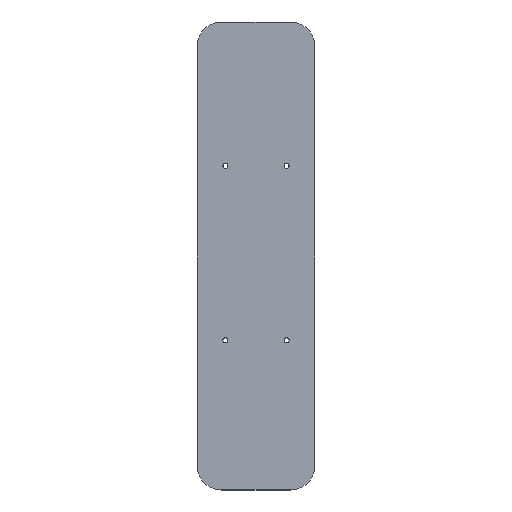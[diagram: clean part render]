
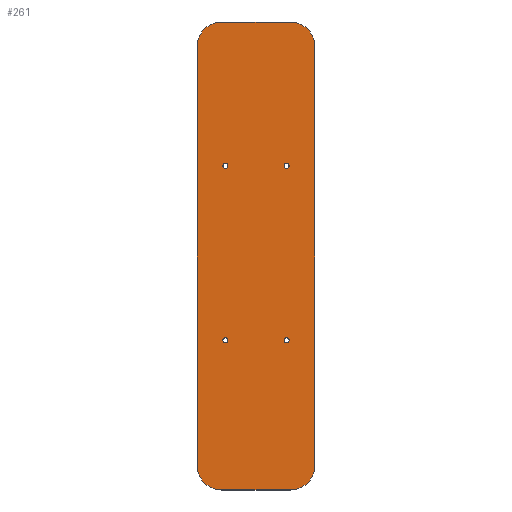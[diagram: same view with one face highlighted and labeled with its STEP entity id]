
A CAD part, top view. The second image highlights one B-rep face of the part: STEP entity #261.
In plain terms, the highlighted planar face has unit normal (0, 0, 1).
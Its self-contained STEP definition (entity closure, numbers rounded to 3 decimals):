
#23=FACE_BOUND('',#46,.T.);
#24=FACE_BOUND('',#47,.T.);
#25=FACE_BOUND('',#48,.T.);
#26=FACE_BOUND('',#49,.T.);
#31=FACE_OUTER_BOUND('',#45,.T.);
#45=EDGE_LOOP('',(#183,#184,#185,#186,#187,#188,#189,#190));
#46=EDGE_LOOP('',(#191));
#47=EDGE_LOOP('',(#192));
#48=EDGE_LOOP('',(#193));
#49=EDGE_LOOP('',(#194));
#67=CIRCLE('',#290,10.7);
#68=CIRCLE('',#291,10.7);
#69=CIRCLE('',#292,10.7);
#70=CIRCLE('',#293,10.7);
#71=CIRCLE('',#294,1.1);
#72=CIRCLE('',#295,1.1);
#73=CIRCLE('',#296,1.1);
#74=CIRCLE('',#297,1.1);
#83=LINE('',#405,#103);
#84=LINE('',#409,#104);
#85=LINE('',#413,#105);
#86=LINE('',#417,#106);
#103=VECTOR('',#323,10.);
#104=VECTOR('',#326,10.);
#105=VECTOR('',#329,10.);
#106=VECTOR('',#332,10.);
#123=VERTEX_POINT('',#403);
#124=VERTEX_POINT('',#404);
#125=VERTEX_POINT('',#406);
#126=VERTEX_POINT('',#408);
#127=VERTEX_POINT('',#410);
#128=VERTEX_POINT('',#412);
#129=VERTEX_POINT('',#414);
#130=VERTEX_POINT('',#416);
#131=VERTEX_POINT('',#419);
#132=VERTEX_POINT('',#421);
#133=VERTEX_POINT('',#423);
#134=VERTEX_POINT('',#425);
#147=EDGE_CURVE('',#123,#124,#83,.T.);
#148=EDGE_CURVE('',#125,#123,#67,.T.);
#149=EDGE_CURVE('',#126,#125,#84,.T.);
#150=EDGE_CURVE('',#127,#126,#68,.T.);
#151=EDGE_CURVE('',#128,#127,#85,.T.);
#152=EDGE_CURVE('',#129,#128,#69,.T.);
#153=EDGE_CURVE('',#130,#129,#86,.T.);
#154=EDGE_CURVE('',#124,#130,#70,.T.);
#155=EDGE_CURVE('',#131,#131,#71,.T.);
#156=EDGE_CURVE('',#132,#132,#72,.T.);
#157=EDGE_CURVE('',#133,#133,#73,.T.);
#158=EDGE_CURVE('',#134,#134,#74,.T.);
#183=ORIENTED_EDGE('',*,*,#147,.F.);
#184=ORIENTED_EDGE('',*,*,#148,.F.);
#185=ORIENTED_EDGE('',*,*,#149,.F.);
#186=ORIENTED_EDGE('',*,*,#150,.F.);
#187=ORIENTED_EDGE('',*,*,#151,.F.);
#188=ORIENTED_EDGE('',*,*,#152,.F.);
#189=ORIENTED_EDGE('',*,*,#153,.F.);
#190=ORIENTED_EDGE('',*,*,#154,.F.);
#191=ORIENTED_EDGE('',*,*,#155,.F.);
#192=ORIENTED_EDGE('',*,*,#156,.F.);
#193=ORIENTED_EDGE('',*,*,#157,.F.);
#194=ORIENTED_EDGE('',*,*,#158,.F.);
#255=PLANE('',#289);
#261=ADVANCED_FACE('',(#31,#23,#24,#25,#26),#255,.T.);
#289=AXIS2_PLACEMENT_3D('',#402,#321,#322);
#290=AXIS2_PLACEMENT_3D('',#407,#324,#325);
#291=AXIS2_PLACEMENT_3D('',#411,#327,#328);
#292=AXIS2_PLACEMENT_3D('',#415,#330,#331);
#293=AXIS2_PLACEMENT_3D('',#418,#333,#334);
#294=AXIS2_PLACEMENT_3D('',#420,#335,#336);
#295=AXIS2_PLACEMENT_3D('',#422,#337,#338);
#296=AXIS2_PLACEMENT_3D('',#424,#339,#340);
#297=AXIS2_PLACEMENT_3D('',#426,#341,#342);
#321=DIRECTION('center_axis',(0.,0.,1.));
#322=DIRECTION('ref_axis',(-1.,0.,0.));
#323=DIRECTION('',(0.,1.,0.));
#324=DIRECTION('center_axis',(0.,0.,-1.));
#325=DIRECTION('ref_axis',(-1.,0.,0.));
#326=DIRECTION('',(-1.,0.,0.));
#327=DIRECTION('center_axis',(0.,0.,-1.));
#328=DIRECTION('ref_axis',(0.,-1.,0.));
#329=DIRECTION('',(0.,-1.,0.));
#330=DIRECTION('center_axis',(0.,0.,-1.));
#331=DIRECTION('ref_axis',(1.,0.,0.));
#332=DIRECTION('',(1.,0.,0.));
#333=DIRECTION('center_axis',(0.,0.,-1.));
#334=DIRECTION('ref_axis',(0.,1.,0.));
#335=DIRECTION('center_axis',(0.,0.,1.));
#336=DIRECTION('ref_axis',(1.,0.,0.));
#337=DIRECTION('center_axis',(0.,0.,1.));
#338=DIRECTION('ref_axis',(1.,0.,0.));
#339=DIRECTION('center_axis',(0.,0.,1.));
#340=DIRECTION('ref_axis',(1.,0.,0.));
#341=DIRECTION('center_axis',(0.,0.,1.));
#342=DIRECTION('ref_axis',(1.,0.,0.));
#402=CARTESIAN_POINT('Origin',(0.,2.25,96.));
#403=CARTESIAN_POINT('',(-25.7,-89.,96.));
#404=CARTESIAN_POINT('',(-25.7,93.5,96.));
#405=CARTESIAN_POINT('',(-25.7,47.875,96.));
#406=CARTESIAN_POINT('',(-15.,-99.7,96.));
#407=CARTESIAN_POINT('Origin',(-15.,-89.,96.));
#408=CARTESIAN_POINT('',(15.,-99.7,96.));
#409=CARTESIAN_POINT('',(-7.5,-99.7,96.));
#410=CARTESIAN_POINT('',(25.7,-89.,96.));
#411=CARTESIAN_POINT('Origin',(15.,-89.,96.));
#412=CARTESIAN_POINT('',(25.7,93.5,96.));
#413=CARTESIAN_POINT('',(25.7,-43.375,96.));
#414=CARTESIAN_POINT('',(15.,104.2,96.));
#415=CARTESIAN_POINT('Origin',(15.,93.5,96.));
#416=CARTESIAN_POINT('',(-15.,104.2,96.));
#417=CARTESIAN_POINT('',(7.5,104.2,96.));
#418=CARTESIAN_POINT('Origin',(-15.,93.5,96.));
#419=CARTESIAN_POINT('',(-14.4,-34.5,96.));
#420=CARTESIAN_POINT('Origin',(-13.3,-34.5,96.));
#421=CARTESIAN_POINT('',(-14.4,41.5,96.));
#422=CARTESIAN_POINT('Origin',(-13.3,41.5,96.));
#423=CARTESIAN_POINT('',(12.2,41.5,96.));
#424=CARTESIAN_POINT('Origin',(13.3,41.5,96.));
#425=CARTESIAN_POINT('',(12.2,-34.5,96.));
#426=CARTESIAN_POINT('Origin',(13.3,-34.5,96.));
